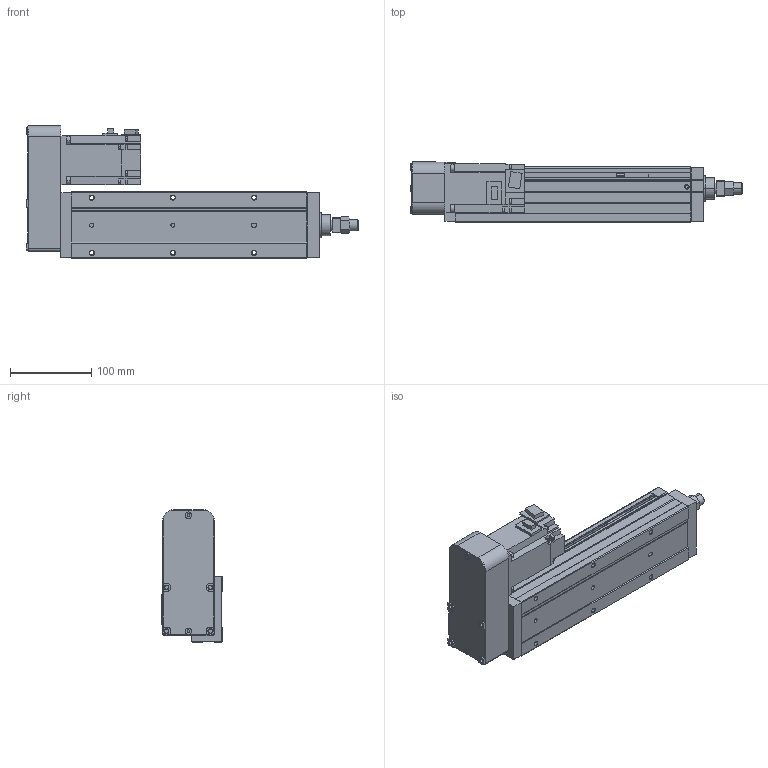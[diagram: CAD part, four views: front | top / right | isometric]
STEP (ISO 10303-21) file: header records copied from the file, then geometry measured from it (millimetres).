
FILE_DESCRIPTION (( 'STEP AP214' ), '1' );
FILE_NAME ('ETU08BL-16XLD-00100-XXXX.STEP', '2025-02-28T14:43:35', ( '' ), ( '' ), 'SwSTEP 2.0', 'SolidWorks 2022', '' );
FILE_SCHEMA (( 'AUTOMOTIVE_DESIGN' ));
Length unit declared in the file: millimetre
Products named in the file (10): ETU08-100ROD; ETU08-100MOTOR; FANG STICKER; ETU08-100BODY1; ETU08-100BODY2; ETU08-100BODY3; ETU08BL-16XLD-00100-XXXX; ETU08-100SENSOR; ETU08-100NUT; ETU08-100BODY0
Assembly tree (10 placements, depth 2):
  ETU08BL-16XLD-00100-XXXX
    ETU08-100BODY0
    ETU08-100BODY1
    ETU08-100BODY2
    ETU08-100BODY3
    ETU08-100MOTOR
    ETU08-100ROD
    ETU08-100NUT
    ETU08-100SENSOR  x2
    FANG STICKER
Bounding box: 409 x 74.3 x 163.8 mm (x, y, z)
Volume: 2156768.7 mm3; surface area: 255506.8 mm2
Topology: 10 solids, 10 shells, 893 faces, 2267 edges, 1466 vertices
Faces by surface type: plane 598, cylinder 199, cone 88, torus 8
Entity records: 26901 total; most frequent: CARTESIAN_POINT 4741, DIRECTION 4509, ORIENTED_EDGE 4458, EDGE_CURVE 2229, LINE 1697, VECTOR 1697, VERTEX_POINT 1446, AXIS2_PLACEMENT_3D 1406
